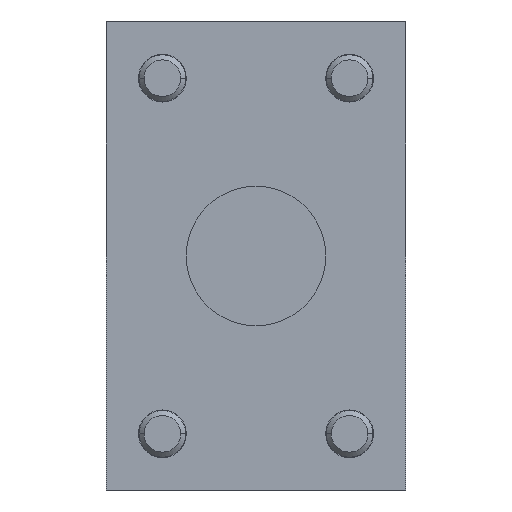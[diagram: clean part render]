
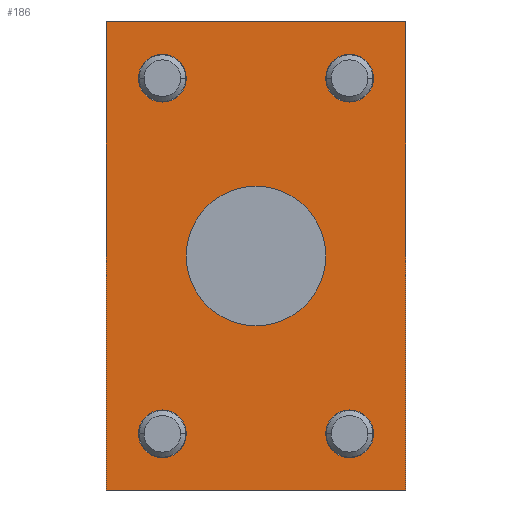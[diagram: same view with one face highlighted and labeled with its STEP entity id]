
A CAD part, left-side view. The second image highlights one B-rep face of the part: STEP entity #186.
In plain terms, the highlighted planar face has unit normal (-1, 0, 0).
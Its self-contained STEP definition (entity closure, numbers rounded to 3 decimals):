
#186=ADVANCED_FACE('',(#436,#437,#438,#439,#440,#441),#442,.F.);
#436=FACE_BOUND('',#801,.T.);
#437=FACE_BOUND('',#802,.T.);
#438=FACE_BOUND('',#803,.T.);
#439=FACE_BOUND('',#804,.T.);
#440=FACE_BOUND('',#805,.T.);
#441=FACE_OUTER_BOUND('',#806,.T.);
#442=PLANE('',#807);
#801=EDGE_LOOP('',(#1185,#1186));
#802=EDGE_LOOP('',(#1187,#1188));
#803=EDGE_LOOP('',(#1189,#1190));
#804=EDGE_LOOP('',(#1191,#1192));
#805=EDGE_LOOP('',(#1193,#1194));
#806=EDGE_LOOP('',(#1195,#1196,#1197,#1198));
#807=AXIS2_PLACEMENT_3D('',#1199,#1200,#1201);
#1185=ORIENTED_EDGE('',*,*,#2088,.T.);
#1186=ORIENTED_EDGE('',*,*,#2089,.T.);
#1187=ORIENTED_EDGE('',*,*,#2090,.T.);
#1188=ORIENTED_EDGE('',*,*,#2091,.T.);
#1189=ORIENTED_EDGE('',*,*,#2092,.T.);
#1190=ORIENTED_EDGE('',*,*,#2093,.T.);
#1191=ORIENTED_EDGE('',*,*,#2094,.T.);
#1192=ORIENTED_EDGE('',*,*,#2095,.T.);
#1193=ORIENTED_EDGE('',*,*,#2073,.T.);
#1194=ORIENTED_EDGE('',*,*,#2062,.T.);
#1195=ORIENTED_EDGE('',*,*,#2096,.T.);
#1196=ORIENTED_EDGE('',*,*,#2082,.F.);
#1197=ORIENTED_EDGE('',*,*,#2085,.F.);
#1198=ORIENTED_EDGE('',*,*,#2077,.F.);
#1199=CARTESIAN_POINT('',(0.0,16.0,0.0));
#1200=DIRECTION('',(1.0,0.0,0.0));
#1201=DIRECTION('',(0.0,0.0,-1.0));
#2062=EDGE_CURVE('',#2457,#2454,#2458,.T.);
#2073=EDGE_CURVE('',#2454,#2457,#2472,.T.);
#2077=EDGE_CURVE('',#2477,#2479,#2480,.T.);
#2082=EDGE_CURVE('',#2486,#2488,#2489,.T.);
#2085=EDGE_CURVE('',#2479,#2486,#2492,.T.);
#2088=EDGE_CURVE('',#2495,#2496,#2497,.T.);
#2089=EDGE_CURVE('',#2496,#2495,#2498,.T.);
#2090=EDGE_CURVE('',#2499,#2500,#2501,.T.);
#2091=EDGE_CURVE('',#2500,#2499,#2502,.T.);
#2092=EDGE_CURVE('',#2503,#2504,#2505,.T.);
#2093=EDGE_CURVE('',#2504,#2503,#2506,.T.);
#2094=EDGE_CURVE('',#2507,#2508,#2509,.T.);
#2095=EDGE_CURVE('',#2508,#2507,#2510,.T.);
#2096=EDGE_CURVE('',#2477,#2488,#2511,.T.);
#2454=VERTEX_POINT('',#3107);
#2457=VERTEX_POINT('',#3111);
#2458=CIRCLE('',#3112,7.459);
#2472=CIRCLE('',#3129,7.459);
#2477=VERTEX_POINT('',#3135);
#2479=VERTEX_POINT('',#3138);
#2480=LINE('',#3139,#3140);
#2486=VERTEX_POINT('',#3148);
#2488=VERTEX_POINT('',#3151);
#2489=LINE('',#3152,#3153);
#2492=LINE('',#3157,#3158);
#2495=VERTEX_POINT('',#3162);
#2496=VERTEX_POINT('',#3163);
#2497=CIRCLE('',#3164,2.55);
#2498=CIRCLE('',#3165,2.55);
#2499=VERTEX_POINT('',#3166);
#2500=VERTEX_POINT('',#3167);
#2501=CIRCLE('',#3168,2.55);
#2502=CIRCLE('',#3169,2.55);
#2503=VERTEX_POINT('',#3170);
#2504=VERTEX_POINT('',#3171);
#2505=CIRCLE('',#3172,2.55);
#2506=CIRCLE('',#3173,2.55);
#2507=VERTEX_POINT('',#3174);
#2508=VERTEX_POINT('',#3175);
#2509=CIRCLE('',#3176,2.55);
#2510=CIRCLE('',#3177,2.55);
#2511=LINE('',#3178,#3179);
#3107=CARTESIAN_POINT('',(0.0,23.459,0.));
#3111=CARTESIAN_POINT('',(0.0,8.541,0.));
#3112=AXIS2_PLACEMENT_3D('',#3914,#3915,#3916);
#3129=AXIS2_PLACEMENT_3D('',#3932,#3933,#3934);
#3135=CARTESIAN_POINT('',(0.0,32.0,25.0));
#3138=CARTESIAN_POINT('',(0.0,0.0,25.0));
#3139=CARTESIAN_POINT('',(0.0,16.0,25.0));
#3140=VECTOR('',#3937,1.0);
#3148=CARTESIAN_POINT('',(0.0,0.0,-25.0));
#3151=CARTESIAN_POINT('',(0.0,32.0,-25.0));
#3152=CARTESIAN_POINT('',(0.0,16.0,-25.0));
#3153=VECTOR('',#3941,1.0);
#3157=CARTESIAN_POINT('',(0.0,0.0,0.0));
#3158=VECTOR('',#3943,1.0);
#3162=CARTESIAN_POINT('',(0.,26.0,16.45));
#3163=CARTESIAN_POINT('',(0.,26.0,21.55));
#3164=AXIS2_PLACEMENT_3D('',#3945,#3946,#3947);
#3165=AXIS2_PLACEMENT_3D('',#3948,#3949,#3950);
#3166=CARTESIAN_POINT('',(0.,6.0,16.45));
#3167=CARTESIAN_POINT('',(0.,6.0,21.55));
#3168=AXIS2_PLACEMENT_3D('',#3951,#3952,#3953);
#3169=AXIS2_PLACEMENT_3D('',#3954,#3955,#3956);
#3170=CARTESIAN_POINT('',(0.,26.0,-21.55));
#3171=CARTESIAN_POINT('',(0.,26.0,-16.45));
#3172=AXIS2_PLACEMENT_3D('',#3957,#3958,#3959);
#3173=AXIS2_PLACEMENT_3D('',#3960,#3961,#3962);
#3174=CARTESIAN_POINT('',(0.,6.0,-21.55));
#3175=CARTESIAN_POINT('',(0.,6.0,-16.45));
#3176=AXIS2_PLACEMENT_3D('',#3963,#3964,#3965);
#3177=AXIS2_PLACEMENT_3D('',#3966,#3967,#3968);
#3178=CARTESIAN_POINT('',(0.0,32.0,0.0));
#3179=VECTOR('',#3969,1.0);
#3914=CARTESIAN_POINT('',(0.0,16.0,0.));
#3915=DIRECTION('',(1.0,0.0,0.0));
#3916=DIRECTION('',(0.0,1.0,0.0));
#3932=CARTESIAN_POINT('',(0.0,16.0,0.));
#3933=DIRECTION('',(1.0,0.0,0.0));
#3934=DIRECTION('',(0.0,1.0,0.0));
#3937=DIRECTION('',(0.0,-1.0,0.0));
#3941=DIRECTION('',(0.0,1.0,0.0));
#3943=DIRECTION('',(0.0,0.0,-1.0));
#3945=CARTESIAN_POINT('',(0.,26.0,19.0));
#3946=DIRECTION('',(1.0,0.0,-0.0));
#3947=DIRECTION('',(0.0,0.0,1.0));
#3948=CARTESIAN_POINT('',(0.,26.0,19.0));
#3949=DIRECTION('',(1.0,0.0,-0.0));
#3950=DIRECTION('',(0.0,0.0,1.0));
#3951=CARTESIAN_POINT('',(0.,6.0,19.0));
#3952=DIRECTION('',(1.0,0.0,-0.0));
#3953=DIRECTION('',(0.0,0.0,1.0));
#3954=CARTESIAN_POINT('',(0.,6.0,19.0));
#3955=DIRECTION('',(1.0,0.0,-0.0));
#3956=DIRECTION('',(0.0,0.0,1.0));
#3957=CARTESIAN_POINT('',(0.,26.0,-19.0));
#3958=DIRECTION('',(1.0,0.0,-0.0));
#3959=DIRECTION('',(0.0,0.0,1.0));
#3960=CARTESIAN_POINT('',(0.,26.0,-19.0));
#3961=DIRECTION('',(1.0,0.0,-0.0));
#3962=DIRECTION('',(0.0,0.0,1.0));
#3963=CARTESIAN_POINT('',(0.,6.0,-19.0));
#3964=DIRECTION('',(1.0,0.0,-0.0));
#3965=DIRECTION('',(0.0,0.0,1.0));
#3966=CARTESIAN_POINT('',(0.,6.0,-19.0));
#3967=DIRECTION('',(1.0,0.0,-0.0));
#3968=DIRECTION('',(0.0,0.0,1.0));
#3969=DIRECTION('',(0.0,0.0,-1.0));
